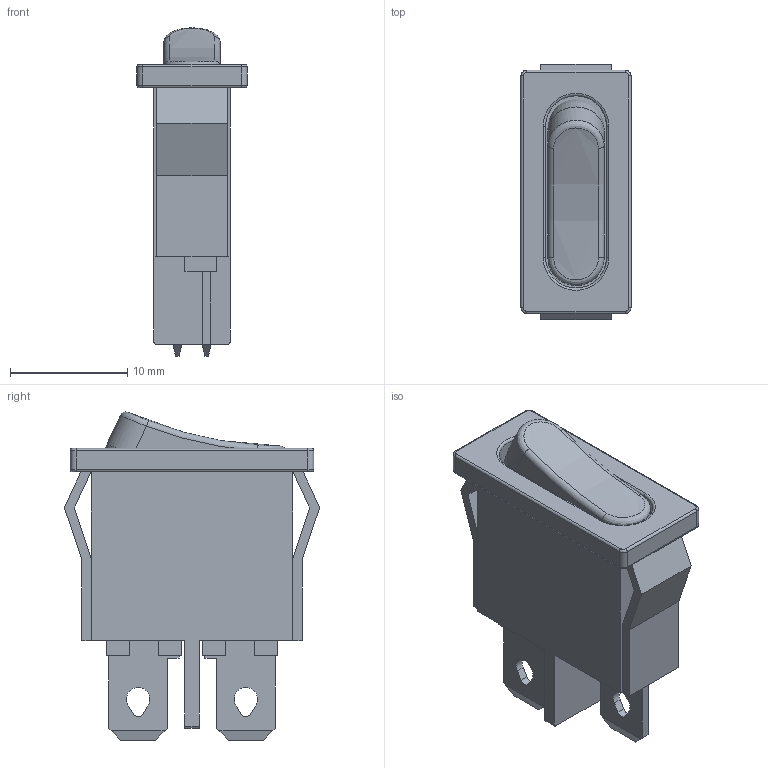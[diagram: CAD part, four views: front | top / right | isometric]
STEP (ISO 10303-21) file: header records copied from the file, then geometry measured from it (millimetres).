
FILE_DESCRIPTION(/* description */ (''),/* implementation_level */ '2;1');
FILE_NAME(/* name */ 'switchSmal.stp',/* time_stamp */ '2019-04-28T12:58:51+02:00',/* author */ ('Florin'),/* organization */ (''),/* preprocessor_version */ 'ST-DEVELOPER v16.5',/* originating_system */ 'Autodesk Inventor 2017',/* authorisation */ '');
FILE_SCHEMA (('AUTOMOTIVE_DESIGN { 1 0 10303 214 3 1 1 }'));
Length unit declared in the file: millimetre
Products named in the file (1): switch
Bounding box: 9.4 x 21.8 x 28.02 mm (x, y, z)
Volume: 2840.1 mm3; surface area: 2348.3 mm2
Topology: 4 solids, 4 shells, 124 faces, 320 edges, 204 vertices
Faces by surface type: plane 84, cylinder 25, torus 13, bspline 2
Entity records: 3876 total; most frequent: CARTESIAN_POINT 755, ORIENTED_EDGE 640, DIRECTION 628, EDGE_CURVE 320, LINE 250, VECTOR 250, VERTEX_POINT 204, AXIS2_PLACEMENT_3D 189
